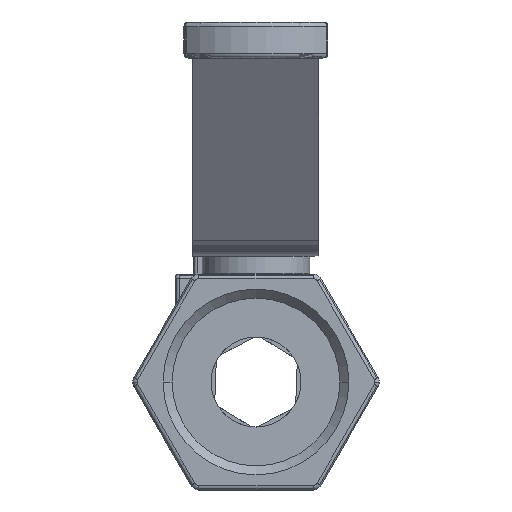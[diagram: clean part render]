
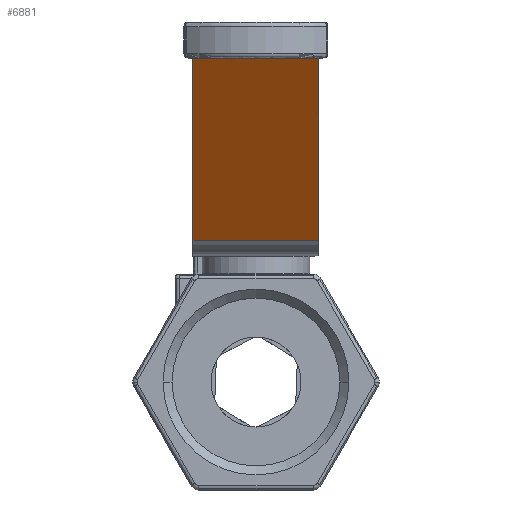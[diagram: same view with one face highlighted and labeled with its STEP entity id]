
A CAD part, front view. The second image highlights one B-rep face of the part: STEP entity #6881.
In plain terms, the highlighted planar face has unit normal (0, -0.824, -0.567).
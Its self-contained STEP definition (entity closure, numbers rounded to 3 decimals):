
#6664=CARTESIAN_POINT('',(-7.,-22.794,15.73));
#6665=VERTEX_POINT('',#6664);
#6673=CARTESIAN_POINT('',(-7.,-36.853,36.135));
#6674=VERTEX_POINT('',#6673);
#6675=CARTESIAN_POINT('',(-7.,-22.794,15.73));
#6676=DIRECTION('',(0.,-0.567,0.823));
#6677=VECTOR('',#6676,24.779);
#6678=LINE('',#6675,#6677);
#6679=EDGE_CURVE('',#6665,#6674,#6678,.T.);
#6697=CARTESIAN_POINT('',(7.,-36.853,36.135));
#6698=VERTEX_POINT('',#6697);
#6706=CARTESIAN_POINT('',(7.,-22.794,15.73));
#6707=VERTEX_POINT('',#6706);
#6708=CARTESIAN_POINT('',(7.,-22.794,15.73));
#6709=DIRECTION('',(0.,-0.567,0.823));
#6710=VECTOR('',#6709,24.779);
#6711=LINE('',#6708,#6710);
#6712=EDGE_CURVE('',#6707,#6698,#6711,.T.);
#6838=CARTESIAN_POINT('',(7.,-36.853,36.135));
#6839=DIRECTION('',(-1.0,0.0,0.0));
#6840=VECTOR('',#6839,14.);
#6841=LINE('',#6838,#6840);
#6842=EDGE_CURVE('',#6698,#6674,#6841,.T.);
#6865=CARTESIAN_POINT('',(7.,-22.794,15.73));
#6866=DIRECTION('',(0.,-0.823,-0.567));
#6867=DIRECTION('',(-1.0,0.0,0.0));
#6868=AXIS2_PLACEMENT_3D('',#6865,#6866,#6867);
#6869=PLANE('',#6868);
#6870=ORIENTED_EDGE('',*,*,#6842,.T.);
#6871=ORIENTED_EDGE('',*,*,#6679,.F.);
#6872=CARTESIAN_POINT('',(7.,-22.794,15.73));
#6873=DIRECTION('',(-1.0,0.0,0.0));
#6874=VECTOR('',#6873,14.);
#6875=LINE('',#6872,#6874);
#6876=EDGE_CURVE('',#6707,#6665,#6875,.T.);
#6877=ORIENTED_EDGE('',*,*,#6876,.F.);
#6878=ORIENTED_EDGE('',*,*,#6712,.T.);
#6879=EDGE_LOOP('',(#6870,#6871,#6877,#6878));
#6880=FACE_OUTER_BOUND('',#6879,.T.);
#6881=ADVANCED_FACE('',(#6880),#6869,.T.);
